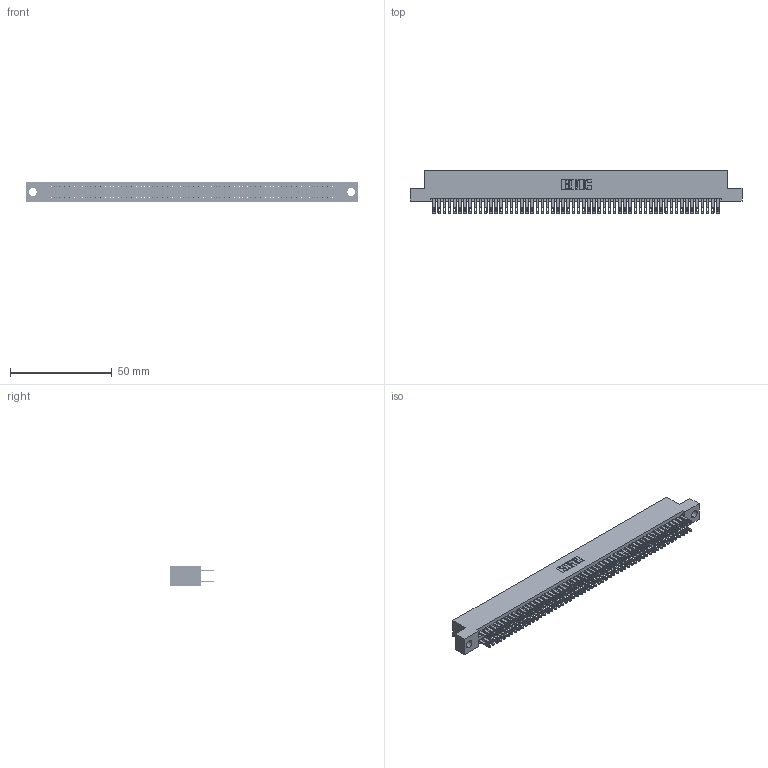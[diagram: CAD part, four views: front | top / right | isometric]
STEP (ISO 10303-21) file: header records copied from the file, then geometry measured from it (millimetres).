
FILE_DESCRIPTION (( 'STEP AP203' ), '1' );
FILE_NAME ('345-112-500-204.STEP', '2018-10-07T13:07:53', ( '' ), ( '' ), 'SwSTEP 2.0', 'SolidWorks 2016', '' );
FILE_SCHEMA (( 'CONFIG_CONTROL_DESIGN' ));
Length unit declared in the file: inch
Products named in the file (3): 345-292-001_345-293-100; 345-112-500-204; 345 Part_Flush Mounting Lugs - 0.156 Dia-TH
Assembly tree (113 placements, depth 2):
  345-112-500-204
    345 Part_Flush Mounting Lugs - 0.156 Dia-TH
    345-292-001_345-293-100  x112
Bounding box: 163.45 x 21.51 x 9.4 mm (x, y, z)
Volume: 16262 mm3; surface area: 25266.6 mm2
Topology: 113 solids, 113 shells, 5278 faces, 16133 edges, 10754 vertices
Faces by surface type: plane 3104, cylinder 2174
Entity records: 41987 total; most frequent: CARTESIAN_POINT 7024, ORIENTED_EDGE 6958, DIRECTION 6179, EDGE_CURVE 3479, VECTOR 3119, LINE 3119, VERTEX_POINT 2318, AXIS2_PLACEMENT_3D 1530
